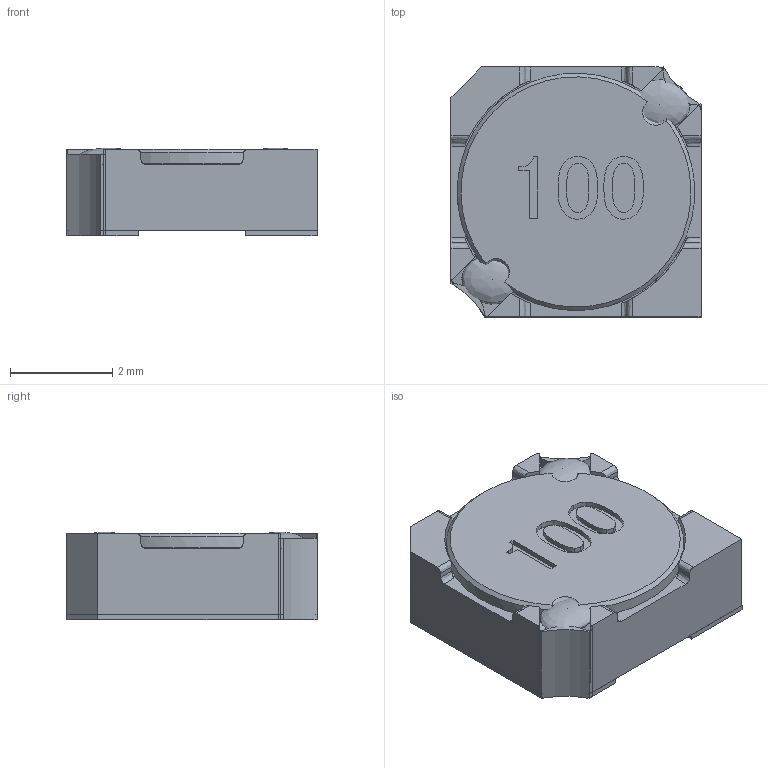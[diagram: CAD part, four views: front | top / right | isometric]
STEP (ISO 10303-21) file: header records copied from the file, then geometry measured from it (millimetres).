
FILE_DESCRIPTION( ('This file contains a STEP AP42 implementation' ,'as created by ZW3D STEP Interface translator.') ,'2;1' );
FILE_NAME( 'DH4018-F(100).stp' ,'14 925. 93555', (''), ('ZWCAD Software Co.'), 'Version 1.0', 'ZW3D to STEP translator', '' );
FILE_SCHEMA( ('CONFIG_CONTROL_DESIGN') );
Length unit declared in the file: millimetre
Products named in the file (1): 0
Bounding box: 4.9 x 4.9 x 1.72 mm (x, y, z)
Volume: 24.6 mm3; surface area: 158 mm2
Topology: 12 solids, 12 shells, 197 faces, 505 edges, 333 vertices
Faces by surface type: bspline 197
Entity records: 7430 total; most frequent: CARTESIAN_POINT 4442, ORIENTED_EDGE 1000, EDGE_CURVE 500, B_SPLINE_CURVE_WITH_KNOTS 381, VERTEX_POINT 333, EDGE_LOOP 205, FACE_OUTER_BOUND 197, ADVANCED_FACE 197
